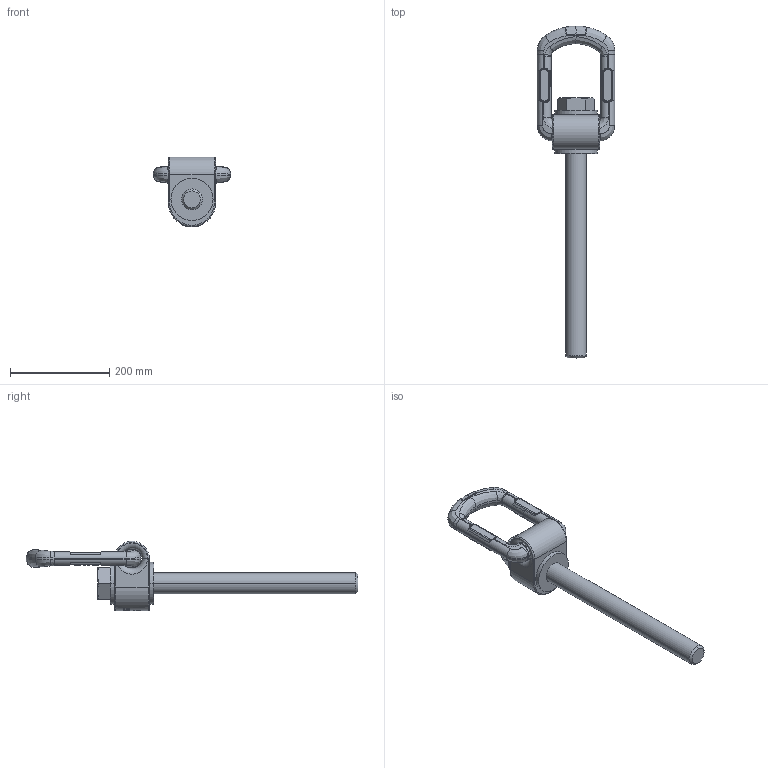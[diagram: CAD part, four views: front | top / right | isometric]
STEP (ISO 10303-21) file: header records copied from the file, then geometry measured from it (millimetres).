
FILE_DESCRIPTION((''),'2;1');
FILE_NAME('001-M31223-P-2_ASM','2016-07-01T',('Andreas.Wendler'),(''),'PRO/ENGINEER BY PARAMETRIC TECHNOLOGY CORPORATION, 2011490','PRO/ENGINEER BY PARAMETRIC TECHNOLOGY CORPORATION, 2011490','');
FILE_SCHEMA(('CONFIG_CONTROL_DESIGN'));
Length unit declared in the file: millimetre
Products named in the file (5): 001-M31223-RT1; 001-M31223-RT2; 001-M31223-BA1; 001-M31125-P-3_AF0; 001-M31223-P-2_ASM
Assembly tree (4 placements, depth 2):
  001-M31223-P-2_ASM
    001-M31223-RT1
    001-M31223-RT2
    001-M31223-BA1
    001-M31125-P-3_AF0
Bounding box: 156 x 670.5 x 140.5 mm (x, y, z)
Volume: 1926715.9 mm3; surface area: 248761.5 mm2
Topology: 4 solids, 4 shells, 740 faces, 1913 edges, 1198 vertices
Faces by surface type: plane 441, bspline 140, cylinder 95, torus 48, cone 12, sphere 4
Entity records: 30352 total; most frequent: CARTESIAN_POINT 13588, ORIENTED_EDGE 3810, DIRECTION 2947, EDGE_CURVE 1905, VERTEX_POINT 1198, VECTOR 1045, LINE 1045, AXIS2_PLACEMENT_3D 951
